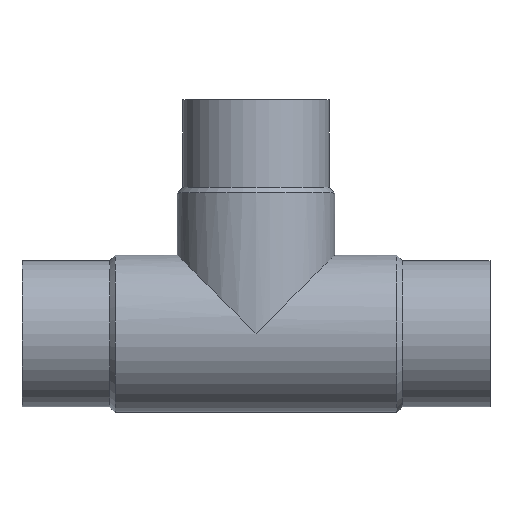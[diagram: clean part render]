
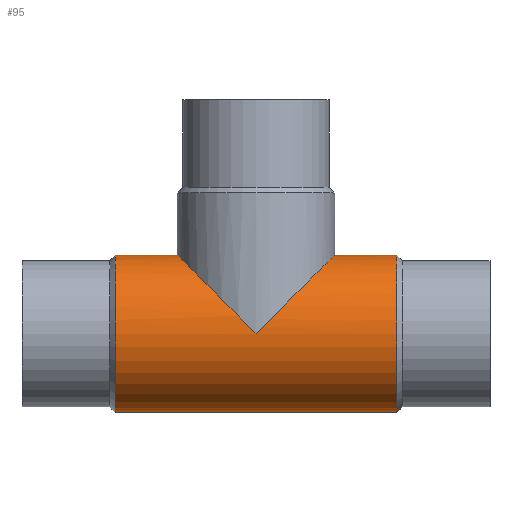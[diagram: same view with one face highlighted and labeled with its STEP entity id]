
A CAD part, top view. The second image highlights one B-rep face of the part: STEP entity #95.
In plain terms, the highlighted cylindrical face has radius 13.45 mm (diameter 26.9 mm), a partial arc.
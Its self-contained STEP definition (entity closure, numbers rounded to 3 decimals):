
#95 = ADVANCED_FACE( '', ( #142 ), #143, .T. );
#142 = FACE_OUTER_BOUND( '', #193, .T. );
#143 = CYLINDRICAL_SURFACE( '', #194, 13.45 );
#193 = EDGE_LOOP( '', ( #353, #354, #355, #356, #357, #358, #359 ) );
#194 = AXIS2_PLACEMENT_3D( '', #360, #361, #362 );
#353 = ORIENTED_EDGE( '', *, *, #391, .T. );
#354 = ORIENTED_EDGE( '', *, *, #430, .T. );
#355 = ORIENTED_EDGE( '', *, *, #429, .T. );
#356 = ORIENTED_EDGE( '', *, *, #394, .T. );
#357 = ORIENTED_EDGE( '', *, *, #436, .F. );
#358 = ORIENTED_EDGE( '', *, *, #393, .T. );
#359 = ORIENTED_EDGE( '', *, *, #435, .T. );
#360 = CARTESIAN_POINT( '', ( -40., 0., 0. ) );
#361 = DIRECTION( '', ( 1., 0., 0. ) );
#362 = DIRECTION( '', ( 0., 1., 0. ) );
#391 = EDGE_CURVE( '', #452, #453, #454, .T. );
#393 = EDGE_CURVE( '', #449, #455, #457, .T. );
#394 = EDGE_CURVE( '', #458, #447, #459, .T. );
#429 = EDGE_CURVE( '', #515, #458, #516, .T. );
#430 = EDGE_CURVE( '', #453, #515, #517, .T. );
#435 = EDGE_CURVE( '', #455, #452, #522, .T. );
#436 = EDGE_CURVE( '', #449, #447, #523, .T. );
#447 = VERTEX_POINT( '', #536 );
#449 = VERTEX_POINT( '', #539 );
#452 = VERTEX_POINT( '', #543 );
#453 = VERTEX_POINT( '', #544 );
#454 = LINE( '', #545, #546 );
#455 = VERTEX_POINT( '', #547 );
#457 = LINE( '', #549, #550 );
#458 = VERTEX_POINT( '', #551 );
#459 = LINE( '', #552, #553 );
#515 = VERTEX_POINT( '', #625 );
#516 = ELLIPSE( '', #626, 19.021, 13.45 );
#517 = ELLIPSE( '', #627, 19.021, 13.45 );
#522 = CIRCLE( '', #632, 13.45 );
#523 = CIRCLE( '', #633, 13.45 );
#536 = CARTESIAN_POINT( '', ( -64.05, 13.45, 0. ) );
#539 = CARTESIAN_POINT( '', ( -64.05, -13.45, 0. ) );
#543 = CARTESIAN_POINT( '', ( -15.95, 13.45, 0. ) );
#544 = CARTESIAN_POINT( '', ( -26.55, 13.45, 0. ) );
#545 = CARTESIAN_POINT( '', ( -40., 13.45, 0. ) );
#546 = VECTOR( '', #649, 1. );
#547 = CARTESIAN_POINT( '', ( -15.95, -13.45, 0. ) );
#549 = CARTESIAN_POINT( '', ( -40., -13.45, 0. ) );
#550 = VECTOR( '', #653, 1. );
#551 = CARTESIAN_POINT( '', ( -53.45, 13.45, 0. ) );
#552 = CARTESIAN_POINT( '', ( -40., 13.45, 0. ) );
#553 = VECTOR( '', #654, 1. );
#625 = CARTESIAN_POINT( '', ( -40., 0., 13.45 ) );
#626 = AXIS2_PLACEMENT_3D( '', #725, #726, #727 );
#627 = AXIS2_PLACEMENT_3D( '', #728, #729, #730 );
#632 = AXIS2_PLACEMENT_3D( '', #743, #744, #745 );
#633 = AXIS2_PLACEMENT_3D( '', #746, #747, #748 );
#649 = DIRECTION( '', ( -1., 0., 0. ) );
#653 = DIRECTION( '', ( 1., 0., 0. ) );
#654 = DIRECTION( '', ( -1., 0., 0. ) );
#725 = CARTESIAN_POINT( '', ( -40., 0., 0. ) );
#726 = DIRECTION( '', ( -0.707, -0.707, 0. ) );
#727 = DIRECTION( '', ( 0.707, -0.707, 0. ) );
#728 = CARTESIAN_POINT( '', ( -40., 0., 0. ) );
#729 = DIRECTION( '', ( 0.707, -0.707, 0. ) );
#730 = DIRECTION( '', ( 0.707, 0.707, 0. ) );
#743 = CARTESIAN_POINT( '', ( -15.95, 0., 0. ) );
#744 = DIRECTION( '', ( -1., 0., 0. ) );
#745 = DIRECTION( '', ( 0., 1., 0. ) );
#746 = CARTESIAN_POINT( '', ( -64.05, 0., 0. ) );
#747 = DIRECTION( '', ( -1., 0., 0. ) );
#748 = DIRECTION( '', ( 0., 1., 0. ) );
